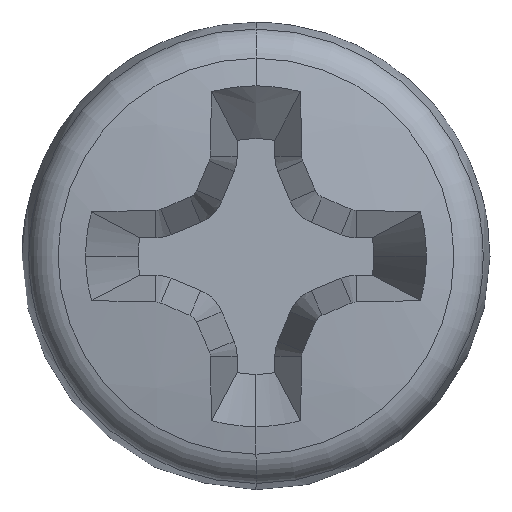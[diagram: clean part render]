
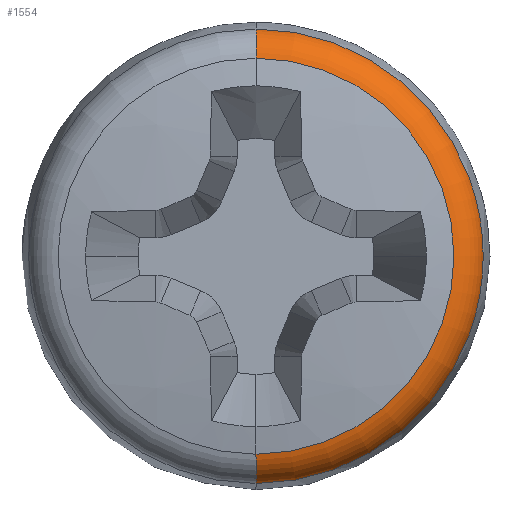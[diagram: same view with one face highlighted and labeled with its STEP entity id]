
A CAD part, top view. The second image highlights one B-rep face of the part: STEP entity #1554.
In plain terms, the highlighted toroidal (fillet/blend) face has major radius 1.631 mm and minor radius 0.32 mm.
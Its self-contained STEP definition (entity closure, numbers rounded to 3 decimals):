
#84 = DIRECTION ( 'NONE',  ( 0., 1., 0. ) ) ;
#130 = DIRECTION ( 'NONE',  ( 1., 0., 0. ) ) ;
#165 = CARTESIAN_POINT ( 'NONE',  ( 0., 1.692, 3.938 ) ) ;
#592 = CARTESIAN_POINT ( 'NONE',  ( 0., -1.631, 3.623 ) ) ;
#751 = CIRCLE ( 'NONE', #1405, 1.942 ) ;
#884 = CIRCLE ( 'NONE', #1189, 1.692 ) ;
#907 = DIRECTION ( 'NONE',  ( 0., 0., 1. ) ) ;
#911 = DIRECTION ( 'NONE',  ( 0., 0., 1. ) ) ;
#920 = CARTESIAN_POINT ( 'NONE',  ( 0., 0., 3.938 ) ) ;
#1037 = FACE_OUTER_BOUND ( 'NONE', #2979, .T. ) ;
#1054 = CARTESIAN_POINT ( 'NONE',  ( 0., 1.942, 3.7 ) ) ;
#1136 = CARTESIAN_POINT ( 'NONE',  ( 0., 0., 3.7 ) ) ;
#1164 = ORIENTED_EDGE ( 'NONE', *, *, #2821, .T. ) ;
#1189 = AXIS2_PLACEMENT_3D ( 'NONE', #920, #907, #1603 ) ;
#1405 = AXIS2_PLACEMENT_3D ( 'NONE', #1136, #2158, #2420 ) ;
#1491 = EDGE_CURVE ( 'NONE', #1918, #4310, #884, .T. ) ;
#1554 = ADVANCED_FACE ( 'NONE', ( #1037 ), #4133, .T. ) ;
#1600 = AXIS2_PLACEMENT_3D ( 'NONE', #592, #2886, #911 ) ;
#1603 = DIRECTION ( 'NONE',  ( 0., -1., 0. ) ) ;
#1619 = CARTESIAN_POINT ( 'NONE',  ( 0., 0., 3.623 ) ) ;
#1833 = AXIS2_PLACEMENT_3D ( 'NONE', #2103, #130, #84 ) ;
#1871 = VERTEX_POINT ( 'NONE', #1054 ) ;
#1918 = VERTEX_POINT ( 'NONE', #2805 ) ;
#2103 = CARTESIAN_POINT ( 'NONE',  ( 0., 1.631, 3.623 ) ) ;
#2158 = DIRECTION ( 'NONE',  ( 0., 0., 1. ) ) ;
#2420 = DIRECTION ( 'NONE',  ( 0., -1., 0. ) ) ;
#2483 = VERTEX_POINT ( 'NONE', #2816 ) ;
#2682 = EDGE_CURVE ( 'NONE', #2483, #1918, #3665, .T. ) ;
#2792 = ORIENTED_EDGE ( 'NONE', *, *, #1491, .F. ) ;
#2805 = CARTESIAN_POINT ( 'NONE',  ( 0., -1.692, 3.938 ) ) ;
#2816 = CARTESIAN_POINT ( 'NONE',  ( 0., -1.942, 3.7 ) ) ;
#2821 = EDGE_CURVE ( 'NONE', #1871, #4310, #3344, .T. ) ;
#2886 = DIRECTION ( 'NONE',  ( -1., 0., 0. ) ) ;
#2951 = DIRECTION ( 'NONE',  ( 0., -1., 0. ) ) ;
#2979 = EDGE_LOOP ( 'NONE', ( #4154, #1164, #2792, #4282 ) ) ;
#3344 = CIRCLE ( 'NONE', #1833, 0.32 ) ;
#3571 = AXIS2_PLACEMENT_3D ( 'NONE', #1619, #3631, #2951 ) ;
#3631 = DIRECTION ( 'NONE',  ( 0., 0., 1. ) ) ;
#3665 = CIRCLE ( 'NONE', #1600, 0.32 ) ;
#4024 = EDGE_CURVE ( 'NONE', #2483, #1871, #751, .T. ) ;
#4133 = TOROIDAL_SURFACE ( 'NONE', #3571, 1.631, 0.32 ) ;
#4154 = ORIENTED_EDGE ( 'NONE', *, *, #4024, .T. ) ;
#4282 = ORIENTED_EDGE ( 'NONE', *, *, #2682, .F. ) ;
#4310 = VERTEX_POINT ( 'NONE', #165 ) ;
